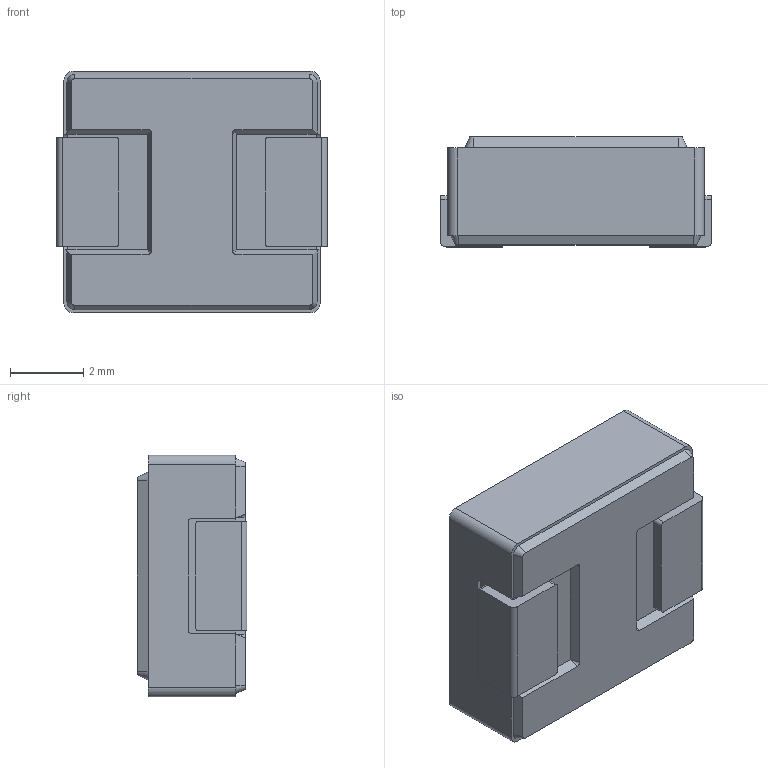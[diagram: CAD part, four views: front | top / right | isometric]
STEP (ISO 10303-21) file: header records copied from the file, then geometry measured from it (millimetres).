
FILE_DESCRIPTION (( 'STEP AP214' ), '1' );
FILE_NAME ('6667F40E-9A7A-48AC-AF53-F076CBCCA6E7.STEP', '2023-03-25T09:50:17', ( '' ), ( '' ), 'SwSTEP 2.0', 'SolidWorks 2022', '' );
FILE_SCHEMA (( 'AUTOMOTIVE_DESIGN' ));
Length unit declared in the file: millimetre
Products named in the file (1): 6667F40E-9A7A-48AC-AF53-F076CBCCA6E7
Bounding box: 7.4 x 3 x 6.6 mm (x, y, z)
Volume: 131.8 mm3; surface area: 177.1 mm2
Topology: 1 solids, 1 shells, 126 faces, 349 edges, 230 vertices
Faces by surface type: plane 62, bspline 34, cylinder 18, cone 12
Entity records: 6760 total; most frequent: CARTESIAN_POINT 2920, ORIENTED_EDGE 690, DIRECTION 519, EDGE_CURVE 345, VERTEX_POINT 230, LINE 221, VECTOR 221, AXIS2_PLACEMENT_3D 149
